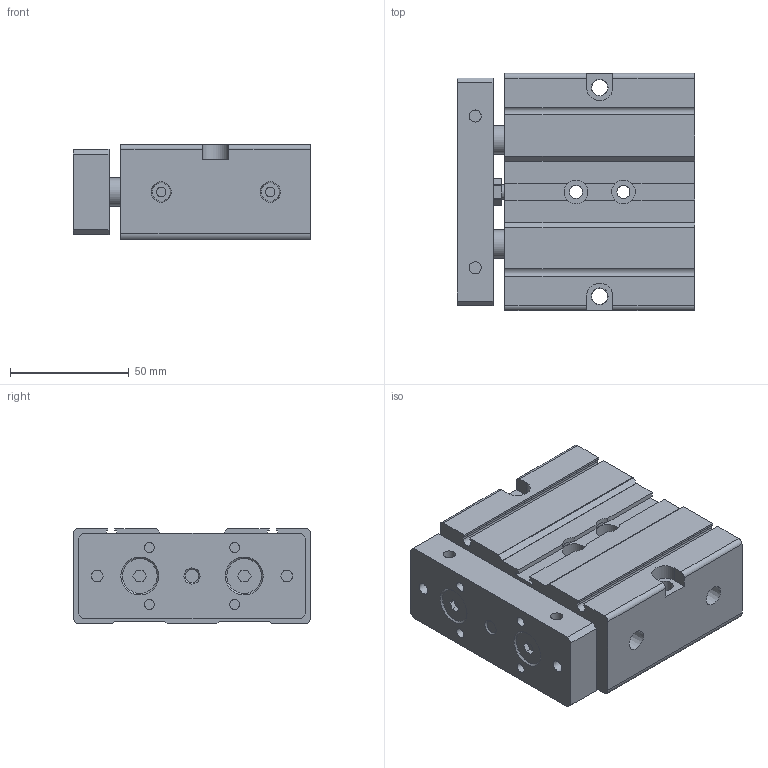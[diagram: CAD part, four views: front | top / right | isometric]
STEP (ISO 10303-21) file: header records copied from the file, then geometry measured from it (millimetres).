
FILE_DESCRIPTION((''),'2;1');
FILE_NAME('DPCO32X20.STEP','2012-11-29T11:47:19',('Administrator'),(''),'CADlook_v9.0','Cimatron E 8.0','');
FILE_SCHEMA(('AUTOMOTIVE_DESIGN { 1 2 10303 214 0 1 1 1 }'));
Length unit declared in the file: millimetre
Bounding box: 100 x 100 x 40 mm (x, y, z)
Volume: 334182.6 mm3; surface area: 57240.2 mm2
Topology: 2 solids, 2 shells, 179 faces, 459 edges, 312 vertices
Faces by surface type: plane 112, cylinder 62, cone 5
Full cylindrical faces by diameter (mm): 4 x2, 4.2 x4, 5 x2, 5.1 x6, 5.5 x2, 6 x1, 6.7 x2, 7 x2, 10 x5, 12 x4, 25 x2
Entity records: 6811 total; most frequent: DIRECTION 934, CARTESIAN_POINT 914, ORIENTED_EDGE 844, EDGE_CURVE 422, AXIS2_PLACEMENT_3D 332, VERTEX_POINT 312, VECTOR 270, LINE 270
